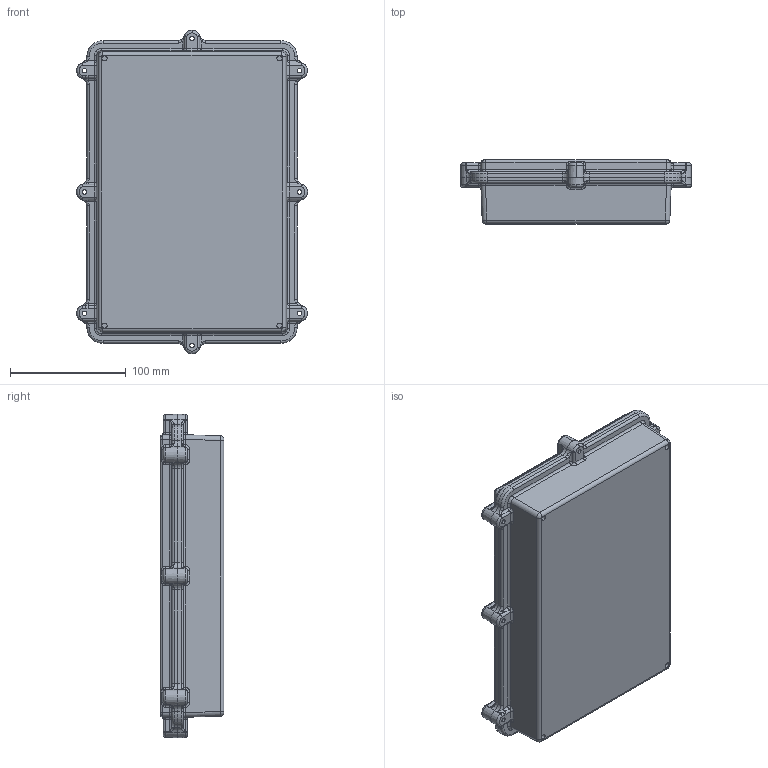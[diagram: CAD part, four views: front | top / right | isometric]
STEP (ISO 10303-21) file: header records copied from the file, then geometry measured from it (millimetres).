
FILE_DESCRIPTION (( 'STEP AP214' ), '1' );
FILE_NAME ('HQ033.STEP', '2010-03-11T01:10:03', ( 'NEF User' ), ( 'NEF User' ), 'SwSTEP 2.0', 'SolidWorks 2010', '' );
FILE_SCHEMA (( 'AUTOMOTIVE_DESIGN' ));
Length unit declared in the file: millimetre
Products named in the file (3): 240X160X55-BASE; 240x160x55-COVER; HQ033
Assembly tree (2 placements, depth 2):
  HQ033
    240x160x55-COVER
    240X160X55-BASE
Bounding box: 199.95 x 55 x 280 mm (x, y, z)
Volume: 362801.8 mm3; surface area: 292266 mm2
Topology: 2 solids, 2 shells, 1012 faces, 2410 edges, 1333 vertices
Faces by surface type: cylinder 378, bspline 208, plane 191, cone 87, torus 84, sphere 64
Entity records: 55893 total; most frequent: CARTESIAN_POINT 34228, ORIENTED_EDGE 4636, DIRECTION 4401, EDGE_CURVE 2318, AXIS2_PLACEMENT_3D 1774, VERTEX_POINT 1333, EDGE_LOOP 1067, FACE_OUTER_BOUND 1012
